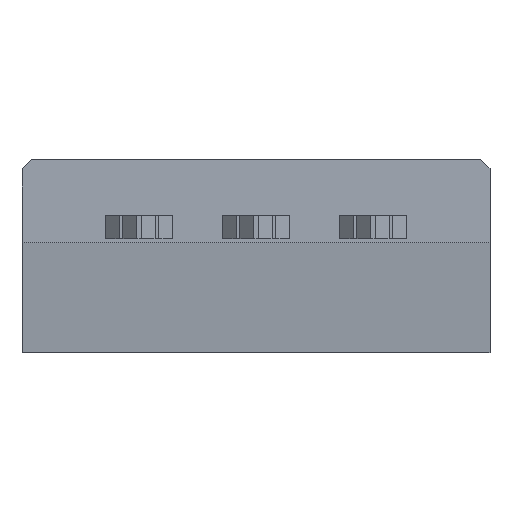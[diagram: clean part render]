
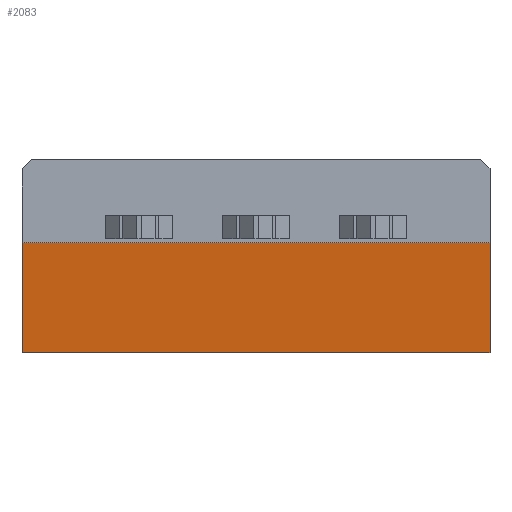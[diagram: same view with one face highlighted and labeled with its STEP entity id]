
A CAD part, front view. The second image highlights one B-rep face of the part: STEP entity #2083.
In plain terms, the highlighted planar face has unit normal (0, -0.994, -0.107).
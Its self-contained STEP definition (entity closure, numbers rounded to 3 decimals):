
#214 = DIRECTION ( 'NONE',  ( 1., 0., 0. ) ) ;
#629 = DIRECTION ( 'NONE',  ( 0., 0.994, 0.107 ) ) ;
#658 = DIRECTION ( 'NONE',  ( 1., 0., 0. ) ) ;
#858 = LINE ( 'NONE', #7129, #2380 ) ;
#863 = CARTESIAN_POINT ( 'NONE',  ( 5.08, 0., 2.394 ) ) ;
#1220 = DIRECTION ( 'NONE',  ( 0., -0.107, 0.994 ) ) ;
#1268 = PLANE ( 'NONE',  #4764 ) ;
#1553 = EDGE_CURVE ( 'NONE', #4250, #6463, #3650, .T. ) ;
#1817 = LINE ( 'NONE', #5788, #3012 ) ;
#2040 = EDGE_CURVE ( 'NONE', #4327, #3858, #4379, .T. ) ;
#2083 = ADVANCED_FACE ( 'NONE', ( #5016 ), #1268, .F. ) ;
#2380 = VECTOR ( 'NONE', #214, 1000. ) ;
#2441 = CARTESIAN_POINT ( 'NONE',  ( -5.08, 0., 2.394 ) ) ;
#3012 = VECTOR ( 'NONE', #658, 1000. ) ;
#3650 = LINE ( 'NONE', #8145, #4095 ) ;
#3813 = CARTESIAN_POINT ( 'NONE',  ( 5.08, 0.258, 0. ) ) ;
#3858 = VERTEX_POINT ( 'NONE', #7371 ) ;
#3975 = EDGE_LOOP ( 'NONE', ( #5550, #4115, #5636, #5423 ) ) ;
#4095 = VECTOR ( 'NONE', #1220, 1000. ) ;
#4115 = ORIENTED_EDGE ( 'NONE', *, *, #2040, .F. ) ;
#4250 = VERTEX_POINT ( 'NONE', #4953 ) ;
#4327 = VERTEX_POINT ( 'NONE', #863 ) ;
#4379 = LINE ( 'NONE', #6395, #7650 ) ;
#4499 = DIRECTION ( 'NONE',  ( 0., -0.107, 0.994 ) ) ;
#4764 = AXIS2_PLACEMENT_3D ( 'NONE', #3813, #629, #4499 ) ;
#4953 = CARTESIAN_POINT ( 'NONE',  ( -5.08, 0.258, 0. ) ) ;
#5016 = FACE_OUTER_BOUND ( 'NONE', #3975, .T. ) ;
#5423 = ORIENTED_EDGE ( 'NONE', *, *, #1553, .F. ) ;
#5550 = ORIENTED_EDGE ( 'NONE', *, *, #6537, .T. ) ;
#5636 = ORIENTED_EDGE ( 'NONE', *, *, #8135, .F. ) ;
#5788 = CARTESIAN_POINT ( 'NONE',  ( 0., 0.258, 0. ) ) ;
#6395 = CARTESIAN_POINT ( 'NONE',  ( 5.08, 0.258, 0. ) ) ;
#6463 = VERTEX_POINT ( 'NONE', #2441 ) ;
#6537 = EDGE_CURVE ( 'NONE', #4250, #3858, #1817, .T. ) ;
#7129 = CARTESIAN_POINT ( 'NONE',  ( 5.08, 0., 2.394 ) ) ;
#7371 = CARTESIAN_POINT ( 'NONE',  ( 5.08, 0.258, 0. ) ) ;
#7610 = DIRECTION ( 'NONE',  ( 0., 0.107, -0.994 ) ) ;
#7650 = VECTOR ( 'NONE', #7610, 1000. ) ;
#8135 = EDGE_CURVE ( 'NONE', #6463, #4327, #858, .T. ) ;
#8145 = CARTESIAN_POINT ( 'NONE',  ( -5.08, 0.258, 0. ) ) ;
